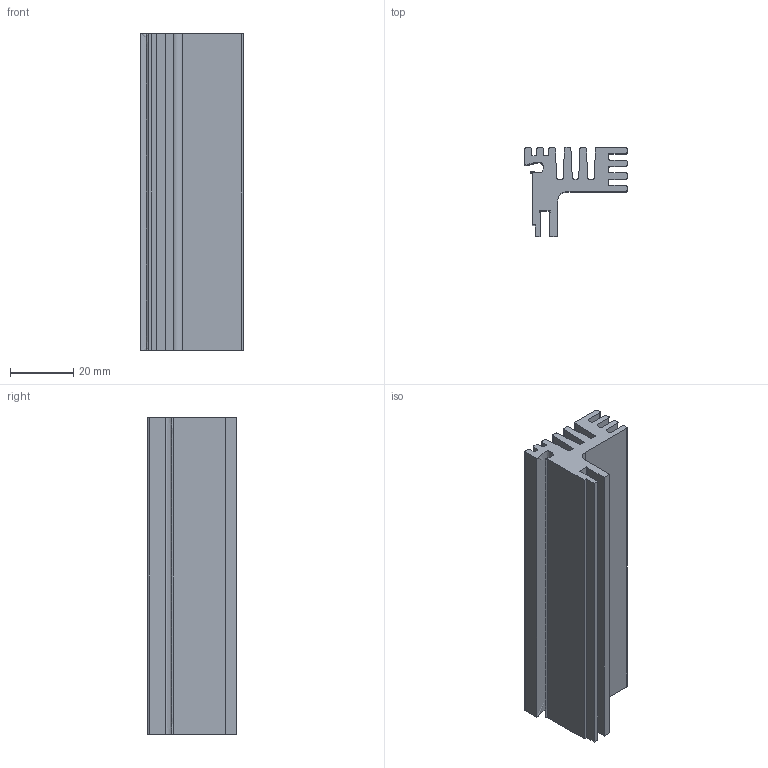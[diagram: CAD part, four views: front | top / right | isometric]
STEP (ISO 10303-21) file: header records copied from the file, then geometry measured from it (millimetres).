
FILE_DESCRIPTION(('FreeCAD Model'),'2;1');
FILE_NAME('Kühlkörper 100mm Clip.step', '2018-12-27T11:09:39',('Author'),(''), 'Open CASCADE STEP processor 7.2','FreeCAD','Unknown');
FILE_SCHEMA(('AUTOMOTIVE_DESIGN { 1 0 10303 214 1 1 1 1 }'));
Length unit declared in the file: millimetre
Products named in the file (1): Fillet003
Bounding box: 32.3 x 28 x 100 mm (x, y, z)
Volume: 38972.8 mm3; surface area: 24883.8 mm2
Topology: 1 solids, 1 shells, 88 faces, 258 edges, 172 vertices
Faces by surface type: plane 51, cylinder 36, extrusion 1
Entity records: 7226 total; most frequent: CARTESIAN_POINT 1521, DIRECTION 963, VECTOR 627, LINE 626, ORIENTED_EDGE 516, PCURVE 516, DEFINITIONAL_REPRESENTATION 516, EDGE_CURVE 258
